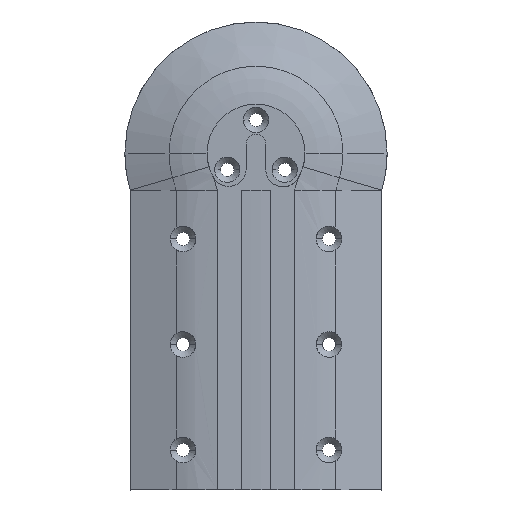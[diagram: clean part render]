
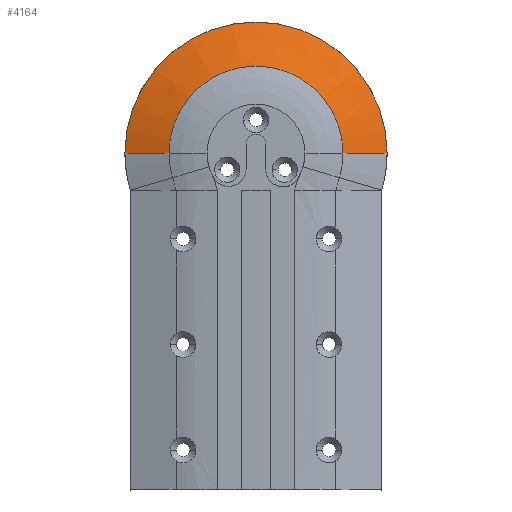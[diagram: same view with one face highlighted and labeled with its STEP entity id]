
A CAD part, top view. The second image highlights one B-rep face of the part: STEP entity #4164.
In plain terms, the highlighted conical face has half-angle 68.867 degrees and reference radius 28.83 mm.
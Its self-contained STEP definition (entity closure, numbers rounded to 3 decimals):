
#160 = VERTEX_POINT ( 'NONE', #3734 ) ;
#312 = AXIS2_PLACEMENT_3D ( 'NONE', #1373, #3930, #5976 ) ;
#494 = VERTEX_POINT ( 'NONE', #1499 ) ;
#652 = ORIENTED_EDGE ( 'NONE', *, *, #3062, .T. ) ;
#828 = AXIS2_PLACEMENT_3D ( 'NONE', #4730, #5745, #3154 ) ;
#962 = DIRECTION ( 'NONE',  ( 0., 0., -1. ) ) ;
#1267 = VERTEX_POINT ( 'NONE', #5933 ) ;
#1373 = CARTESIAN_POINT ( 'NONE',  ( 0., 0., -8.745 ) ) ;
#1446 = FACE_OUTER_BOUND ( 'NONE', #4960, .T. ) ;
#1499 = CARTESIAN_POINT ( 'NONE',  ( -28.83, 0., -3.106 ) ) ;
#1702 = CARTESIAN_POINT ( 'NONE',  ( 43.42, 0., -8.745 ) ) ;
#1980 = EDGE_CURVE ( 'NONE', #494, #160, #3860, .T. ) ;
#2018 = VECTOR ( 'NONE', #5847, 1000. ) ;
#2356 = EDGE_CURVE ( 'NONE', #494, #1267, #6199, .T. ) ;
#2434 = CARTESIAN_POINT ( 'NONE',  ( 0., 0., -3.106 ) ) ;
#2958 = VERTEX_POINT ( 'NONE', #1702 ) ;
#3062 = EDGE_CURVE ( 'NONE', #2958, #1267, #4791, .T. ) ;
#3154 = DIRECTION ( 'NONE',  ( -1., 0., 0. ) ) ;
#3257 = CONICAL_SURFACE ( 'NONE', #5528, 28.83, 1.202 ) ;
#3378 = VECTOR ( 'NONE', #5122, 1000. ) ;
#3460 = ORIENTED_EDGE ( 'NONE', *, *, #3853, .T. ) ;
#3510 = LINE ( 'NONE', #6384, #2018 ) ;
#3734 = CARTESIAN_POINT ( 'NONE',  ( 28.83, 0., -3.106 ) ) ;
#3853 = EDGE_CURVE ( 'NONE', #160, #2958, #3510, .T. ) ;
#3860 = CIRCLE ( 'NONE', #828, 28.83 ) ;
#3930 = DIRECTION ( 'NONE',  ( 0., 0., 1. ) ) ;
#4164 = ADVANCED_FACE ( 'NONE', ( #1446 ), #3257, .T. ) ;
#4730 = CARTESIAN_POINT ( 'NONE',  ( 0., 0., -3.106 ) ) ;
#4791 = CIRCLE ( 'NONE', #312, 43.42 ) ;
#4960 = EDGE_LOOP ( 'NONE', ( #5358, #3460, #652, #5327 ) ) ;
#5099 = CARTESIAN_POINT ( 'NONE',  ( -28.83, 0., -3.106 ) ) ;
#5122 = DIRECTION ( 'NONE',  ( -0.933, 0., -0.361 ) ) ;
#5327 = ORIENTED_EDGE ( 'NONE', *, *, #2356, .F. ) ;
#5358 = ORIENTED_EDGE ( 'NONE', *, *, #1980, .T. ) ;
#5478 = DIRECTION ( 'NONE',  ( -1., 0., 0. ) ) ;
#5528 = AXIS2_PLACEMENT_3D ( 'NONE', #2434, #962, #5478 ) ;
#5745 = DIRECTION ( 'NONE',  ( 0., 0., -1. ) ) ;
#5847 = DIRECTION ( 'NONE',  ( 0.933, 0., -0.361 ) ) ;
#5933 = CARTESIAN_POINT ( 'NONE',  ( -43.42, 0., -8.745 ) ) ;
#5976 = DIRECTION ( 'NONE',  ( 1., 0., 0. ) ) ;
#6199 = LINE ( 'NONE', #5099, #3378 ) ;
#6384 = CARTESIAN_POINT ( 'NONE',  ( 28.83, 0., -3.106 ) ) ;
